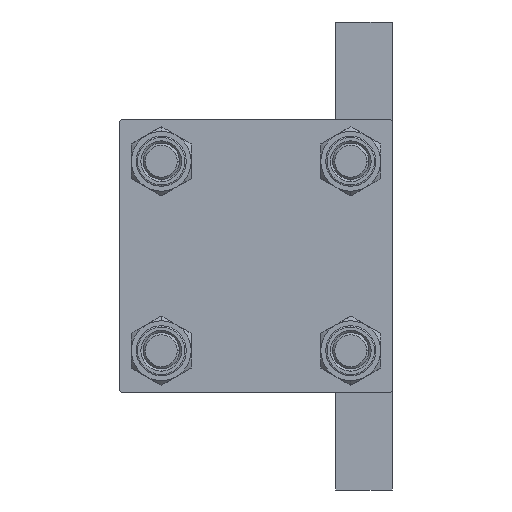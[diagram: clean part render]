
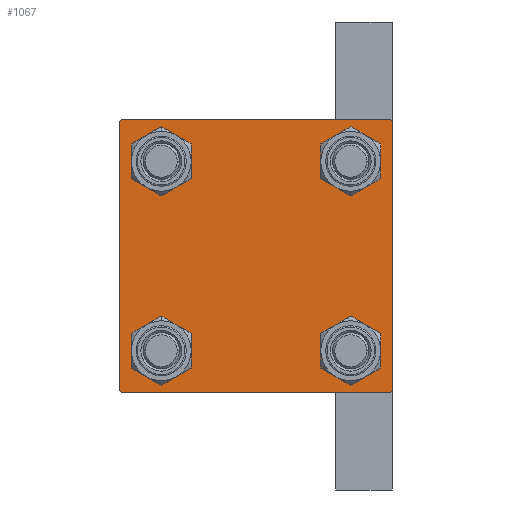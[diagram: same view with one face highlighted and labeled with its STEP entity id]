
A CAD part, left-side view. The second image highlights one B-rep face of the part: STEP entity #1067.
In plain terms, the highlighted planar face has unit normal (-1, 0, 0).
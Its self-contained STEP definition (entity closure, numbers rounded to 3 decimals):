
#80 = DIRECTION ( 'NONE',  ( 0., 0., 1. ) ) ;
#946 = DIRECTION ( 'NONE',  ( 0., 0., -1. ) ) ;
#1049 = ORIENTED_EDGE ( 'NONE', *, *, #34341, .T. ) ;
#1067 = ADVANCED_FACE ( 'NONE', ( #20005, #1252, #23961, #47375, #40475 ), #2218, .T. ) ;
#1252 = FACE_BOUND ( 'NONE', #12483, .T. ) ;
#1309 = EDGE_LOOP ( 'NONE', ( #9679, #29175 ) ) ;
#1736 = CARTESIAN_POINT ( 'NONE',  ( 0., -20.85, 20.85 ) ) ;
#1993 = VECTOR ( 'NONE', #946, 1000. ) ;
#2069 = CARTESIAN_POINT ( 'NONE',  ( 0., -20.85, -20.85 ) ) ;
#2092 = EDGE_LOOP ( 'NONE', ( #31136, #12379, #42901, #3250, #40012, #17036, #45676, #34267 ) ) ;
#2153 = DIRECTION ( 'NONE',  ( 0., 0., 1. ) ) ;
#2218 = PLANE ( 'NONE',  #24515 ) ;
#2452 = VERTEX_POINT ( 'NONE', #2568 ) ;
#2568 = CARTESIAN_POINT ( 'NONE',  ( 0., 20.85, 16.35 ) ) ;
#3250 = ORIENTED_EDGE ( 'NONE', *, *, #35140, .T. ) ;
#3334 = CARTESIAN_POINT ( 'NONE',  ( 0., 30., -30. ) ) ;
#3465 = EDGE_CURVE ( 'NONE', #14190, #11712, #4910, .T. ) ;
#3467 = AXIS2_PLACEMENT_3D ( 'NONE', #10271, #7229, #5837 ) ;
#3569 = ORIENTED_EDGE ( 'NONE', *, *, #3465, .T. ) ;
#3726 = VERTEX_POINT ( 'NONE', #23191 ) ;
#4301 = VERTEX_POINT ( 'NONE', #47633 ) ;
#4508 = LINE ( 'NONE', #23271, #16229 ) ;
#4910 = CIRCLE ( 'NONE', #47464, 4.5 ) ;
#5098 = AXIS2_PLACEMENT_3D ( 'NONE', #9803, #35989, #2153 ) ;
#5147 = EDGE_CURVE ( 'NONE', #47835, #30522, #11480, .T. ) ;
#5694 = ORIENTED_EDGE ( 'NONE', *, *, #45433, .T. ) ;
#5837 = DIRECTION ( 'NONE',  ( 0., 0., 1. ) ) ;
#5896 = CARTESIAN_POINT ( 'NONE',  ( 0., -29.75, 29.75 ) ) ;
#6008 = CIRCLE ( 'NONE', #46207, 4.5 ) ;
#6141 = EDGE_CURVE ( 'NONE', #43205, #47835, #31709, .T. ) ;
#6653 = DIRECTION ( 'NONE',  ( -1., 0., 0. ) ) ;
#7229 = DIRECTION ( 'NONE',  ( 1., 0., 0. ) ) ;
#8000 = DIRECTION ( 'NONE',  ( 1., 0., 0. ) ) ;
#9679 = ORIENTED_EDGE ( 'NONE', *, *, #10935, .T. ) ;
#9803 = CARTESIAN_POINT ( 'NONE',  ( 0., 20.85, 20.85 ) ) ;
#9804 = LINE ( 'NONE', #29305, #46952 ) ;
#10271 = CARTESIAN_POINT ( 'NONE',  ( 0., -20.85, 20.85 ) ) ;
#10848 = DIRECTION ( 'NONE',  ( 0., -0.707, 0.707 ) ) ;
#10935 = EDGE_CURVE ( 'NONE', #21625, #29896, #22469, .T. ) ;
#11480 = LINE ( 'NONE', #3334, #48278 ) ;
#11693 = EDGE_CURVE ( 'NONE', #11712, #14190, #33537, .T. ) ;
#11712 = VERTEX_POINT ( 'NONE', #25339 ) ;
#11826 = CARTESIAN_POINT ( 'NONE',  ( 0., -30., 30. ) ) ;
#12379 = ORIENTED_EDGE ( 'NONE', *, *, #6141, .T. ) ;
#12483 = EDGE_LOOP ( 'NONE', ( #34369, #24532 ) ) ;
#12950 = CARTESIAN_POINT ( 'NONE',  ( 0., 29.75, -29.75 ) ) ;
#12995 = CIRCLE ( 'NONE', #5098, 4.5 ) ;
#13339 = DIRECTION ( 'NONE',  ( 1., 0., 0. ) ) ;
#14050 = AXIS2_PLACEMENT_3D ( 'NONE', #17403, #47508, #28779 ) ;
#14190 = VERTEX_POINT ( 'NONE', #15765 ) ;
#15180 = EDGE_CURVE ( 'NONE', #4301, #23048, #26893, .T. ) ;
#15530 = VERTEX_POINT ( 'NONE', #17176 ) ;
#15765 = CARTESIAN_POINT ( 'NONE',  ( 0., -20.85, 25.35 ) ) ;
#16056 = CARTESIAN_POINT ( 'NONE',  ( 0., 29.5, 30. ) ) ;
#16076 = EDGE_LOOP ( 'NONE', ( #3569, #24808 ) ) ;
#16119 = EDGE_CURVE ( 'NONE', #28508, #41506, #4508, .T. ) ;
#16229 = VECTOR ( 'NONE', #38342, 1000. ) ;
#16685 = EDGE_CURVE ( 'NONE', #28508, #15530, #9804, .T. ) ;
#16864 = AXIS2_PLACEMENT_3D ( 'NONE', #2069, #17132, #32184 ) ;
#17036 = ORIENTED_EDGE ( 'NONE', *, *, #31314, .T. ) ;
#17047 = DIRECTION ( 'NONE',  ( 0., 0., 1. ) ) ;
#17132 = DIRECTION ( 'NONE',  ( 1., 0., 0. ) ) ;
#17176 = CARTESIAN_POINT ( 'NONE',  ( 0., -29.5, 30. ) ) ;
#17215 = CIRCLE ( 'NONE', #14050, 4.5 ) ;
#17403 = CARTESIAN_POINT ( 'NONE',  ( 0., 20.85, 20.85 ) ) ;
#17679 = EDGE_CURVE ( 'NONE', #45778, #3726, #6008, .T. ) ;
#18248 = CARTESIAN_POINT ( 'NONE',  ( 0., 0., 0. ) ) ;
#19477 = CARTESIAN_POINT ( 'NONE',  ( 0., -29.75, -29.75 ) ) ;
#19514 = DIRECTION ( 'NONE',  ( 0., 0., 1. ) ) ;
#20005 = FACE_BOUND ( 'NONE', #16076, .T. ) ;
#20770 = CARTESIAN_POINT ( 'NONE',  ( 0., 20.85, -16.35 ) ) ;
#21163 = DIRECTION ( 'NONE',  ( 1., 0., 0. ) ) ;
#21625 = VERTEX_POINT ( 'NONE', #20770 ) ;
#22469 = CIRCLE ( 'NONE', #28793, 4.5 ) ;
#23048 = VERTEX_POINT ( 'NONE', #33281 ) ;
#23191 = CARTESIAN_POINT ( 'NONE',  ( 0., -20.85, -25.35 ) ) ;
#23271 = CARTESIAN_POINT ( 'NONE',  ( 0., 29.75, 29.75 ) ) ;
#23961 = FACE_BOUND ( 'NONE', #1309, .T. ) ;
#24462 = CARTESIAN_POINT ( 'NONE',  ( 0., -20.85, -16.35 ) ) ;
#24515 = AXIS2_PLACEMENT_3D ( 'NONE', #18248, #6653, #25917 ) ;
#24532 = ORIENTED_EDGE ( 'NONE', *, *, #32014, .T. ) ;
#24808 = ORIENTED_EDGE ( 'NONE', *, *, #11693, .T. ) ;
#25339 = CARTESIAN_POINT ( 'NONE',  ( 0., -20.85, 16.35 ) ) ;
#25917 = DIRECTION ( 'NONE',  ( 0., 0., 1. ) ) ;
#26440 = CIRCLE ( 'NONE', #16864, 4.5 ) ;
#26545 = DIRECTION ( 'NONE',  ( 0., -1., 0. ) ) ;
#26610 = LINE ( 'NONE', #45096, #40043 ) ;
#26676 = DIRECTION ( 'NONE',  ( 1., 0., 0. ) ) ;
#26893 = LINE ( 'NONE', #11826, #1993 ) ;
#28508 = VERTEX_POINT ( 'NONE', #16056 ) ;
#28779 = DIRECTION ( 'NONE',  ( 0., 0., 1. ) ) ;
#28793 = AXIS2_PLACEMENT_3D ( 'NONE', #42448, #26676, #19514 ) ;
#29175 = ORIENTED_EDGE ( 'NONE', *, *, #34371, .T. ) ;
#29305 = CARTESIAN_POINT ( 'NONE',  ( 0., 30., 30. ) ) ;
#29896 = VERTEX_POINT ( 'NONE', #31552 ) ;
#30475 = CARTESIAN_POINT ( 'NONE',  ( 0., -20.85, -20.85 ) ) ;
#30522 = VERTEX_POINT ( 'NONE', #48305 ) ;
#31136 = ORIENTED_EDGE ( 'NONE', *, *, #40657, .T. ) ;
#31314 = EDGE_CURVE ( 'NONE', #4301, #15530, #43405, .T. ) ;
#31552 = CARTESIAN_POINT ( 'NONE',  ( 0., 20.85, -25.35 ) ) ;
#31709 = LINE ( 'NONE', #12950, #38897 ) ;
#32014 = EDGE_CURVE ( 'NONE', #3726, #45778, #26440, .T. ) ;
#32184 = DIRECTION ( 'NONE',  ( 0., 0., 1. ) ) ;
#32691 = CIRCLE ( 'NONE', #45299, 4.5 ) ;
#33281 = CARTESIAN_POINT ( 'NONE',  ( 0., -30., -29.5 ) ) ;
#33514 = VECTOR ( 'NONE', #47343, 1000. ) ;
#33537 = CIRCLE ( 'NONE', #3467, 4.5 ) ;
#34267 = ORIENTED_EDGE ( 'NONE', *, *, #16119, .T. ) ;
#34341 = EDGE_CURVE ( 'NONE', #38606, #2452, #12995, .T. ) ;
#34369 = ORIENTED_EDGE ( 'NONE', *, *, #17679, .T. ) ;
#34371 = EDGE_CURVE ( 'NONE', #29896, #21625, #32691, .T. ) ;
#35140 = EDGE_CURVE ( 'NONE', #30522, #23048, #38007, .T. ) ;
#35989 = DIRECTION ( 'NONE',  ( 1., 0., 0. ) ) ;
#38007 = LINE ( 'NONE', #19477, #42984 ) ;
#38342 = DIRECTION ( 'NONE',  ( 0., 0.707, -0.707 ) ) ;
#38606 = VERTEX_POINT ( 'NONE', #46044 ) ;
#38689 = CARTESIAN_POINT ( 'NONE',  ( 0., 30., 29.5 ) ) ;
#38897 = VECTOR ( 'NONE', #43067, 1000. ) ;
#39155 = EDGE_LOOP ( 'NONE', ( #1049, #5694 ) ) ;
#39370 = CARTESIAN_POINT ( 'NONE',  ( 0., 29.5, -30. ) ) ;
#39938 = CARTESIAN_POINT ( 'NONE',  ( 0., 20.85, -20.85 ) ) ;
#40012 = ORIENTED_EDGE ( 'NONE', *, *, #15180, .F. ) ;
#40043 = VECTOR ( 'NONE', #41661, 1000. ) ;
#40475 = FACE_OUTER_BOUND ( 'NONE', #2092, .T. ) ;
#40657 = EDGE_CURVE ( 'NONE', #41506, #43205, #26610, .T. ) ;
#40662 = DIRECTION ( 'NONE',  ( 0., -1., 0. ) ) ;
#41506 = VERTEX_POINT ( 'NONE', #38689 ) ;
#41661 = DIRECTION ( 'NONE',  ( 0., 0., -1. ) ) ;
#42448 = CARTESIAN_POINT ( 'NONE',  ( 0., 20.85, -20.85 ) ) ;
#42901 = ORIENTED_EDGE ( 'NONE', *, *, #5147, .T. ) ;
#42984 = VECTOR ( 'NONE', #10848, 1000. ) ;
#43067 = DIRECTION ( 'NONE',  ( 0., -0.707, -0.707 ) ) ;
#43205 = VERTEX_POINT ( 'NONE', #45222 ) ;
#43405 = LINE ( 'NONE', #5896, #33514 ) ;
#45096 = CARTESIAN_POINT ( 'NONE',  ( 0., 30., 30. ) ) ;
#45222 = CARTESIAN_POINT ( 'NONE',  ( 0., 30., -29.5 ) ) ;
#45299 = AXIS2_PLACEMENT_3D ( 'NONE', #39938, #21163, #47809 ) ;
#45433 = EDGE_CURVE ( 'NONE', #2452, #38606, #17215, .T. ) ;
#45676 = ORIENTED_EDGE ( 'NONE', *, *, #16685, .F. ) ;
#45778 = VERTEX_POINT ( 'NONE', #24462 ) ;
#46044 = CARTESIAN_POINT ( 'NONE',  ( 0., 20.85, 25.35 ) ) ;
#46207 = AXIS2_PLACEMENT_3D ( 'NONE', #30475, #8000, #80 ) ;
#46952 = VECTOR ( 'NONE', #40662, 1000. ) ;
#47343 = DIRECTION ( 'NONE',  ( 0., 0.707, 0.707 ) ) ;
#47375 = FACE_BOUND ( 'NONE', #39155, .T. ) ;
#47464 = AXIS2_PLACEMENT_3D ( 'NONE', #1736, #13339, #17047 ) ;
#47508 = DIRECTION ( 'NONE',  ( 1., 0., 0. ) ) ;
#47633 = CARTESIAN_POINT ( 'NONE',  ( 0., -30., 29.5 ) ) ;
#47809 = DIRECTION ( 'NONE',  ( 0., 0., 1. ) ) ;
#47835 = VERTEX_POINT ( 'NONE', #39370 ) ;
#48278 = VECTOR ( 'NONE', #26545, 1000. ) ;
#48305 = CARTESIAN_POINT ( 'NONE',  ( 0., -29.5, -30. ) ) ;
